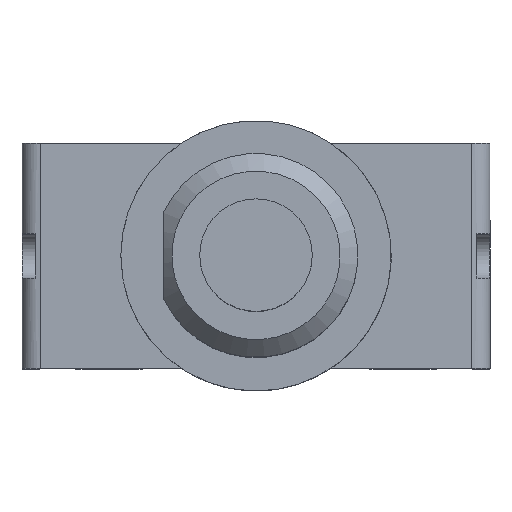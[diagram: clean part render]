
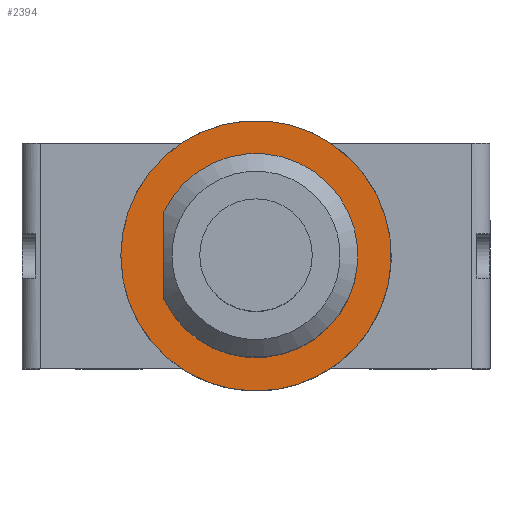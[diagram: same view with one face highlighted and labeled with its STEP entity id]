
A CAD part, top view. The second image highlights one B-rep face of the part: STEP entity #2394.
In plain terms, the highlighted planar face has unit normal (0, 0, 1).
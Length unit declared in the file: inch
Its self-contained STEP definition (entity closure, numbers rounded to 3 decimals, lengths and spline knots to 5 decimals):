
#2319=CARTESIAN_POINT('',(-0.08228,0.0378,0.32441));
#2320=VERTEX_POINT('',#2319);
#2327=CARTESIAN_POINT('',(-0.08228,-0.0378,0.32441));
#2328=VERTEX_POINT('',#2327);
#2329=CARTESIAN_POINT('',(-0.08228,-0.0378,0.32441));
#2330=DIRECTION('',(0.0,1.0,0.0));
#2331=VECTOR('',#2330,0.0756);
#2332=LINE('',#2329,#2331);
#2333=EDGE_CURVE('',#2328,#2320,#2332,.T.);
#2363=CARTESIAN_POINT('',(0.,0.,0.32441));
#2364=DIRECTION('',(0.0,0.0,-1.0));
#2365=DIRECTION('',(0.909,0.417,0.0));
#2366=AXIS2_PLACEMENT_3D('',#2363,#2364,#2365);
#2367=CIRCLE('',#2366,0.09055);
#2368=EDGE_CURVE('',#2320,#2328,#2367,.T.);
#2374=CARTESIAN_POINT('',(-0.13209,0.13209,0.32441));
#2375=DIRECTION('',(0.0,0.0,-1.0));
#2376=DIRECTION('',(-1.0,0.0,0.0));
#2377=AXIS2_PLACEMENT_3D('',#2374,#2375,#2376);
#2378=PLANE('',#2377);
#2379=CARTESIAN_POINT('',(-0.12008,0.,0.32441));
#2380=VERTEX_POINT('',#2379);
#2381=CARTESIAN_POINT('',(0.,0.,0.32441));
#2382=DIRECTION('',(0.0,0.0,-1.0));
#2383=DIRECTION('',(1.0,0.0,0.0));
#2384=AXIS2_PLACEMENT_3D('',#2381,#2382,#2383);
#2385=CIRCLE('',#2384,0.12008);
#2386=EDGE_CURVE('',#2380,#2380,#2385,.T.);
#2387=ORIENTED_EDGE('',*,*,#2386,.F.);
#2388=EDGE_LOOP('',(#2387));
#2389=FACE_OUTER_BOUND('',#2388,.T.);
#2390=ORIENTED_EDGE('',*,*,#2333,.T.);
#2391=ORIENTED_EDGE('',*,*,#2368,.T.);
#2392=EDGE_LOOP('',(#2390,#2391));
#2393=FACE_BOUND('',#2392,.T.);
#2394=ADVANCED_FACE('',(#2389,#2393),#2378,.F.);
